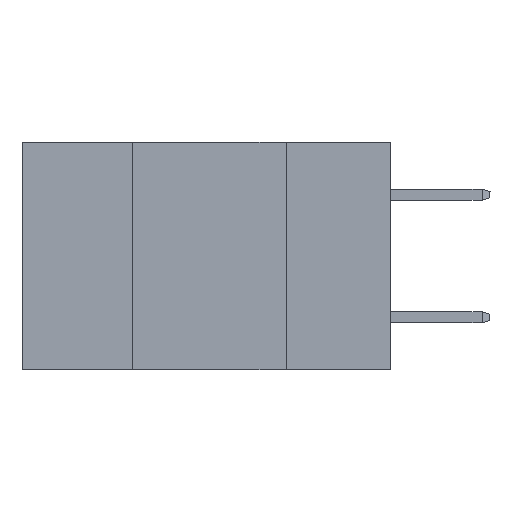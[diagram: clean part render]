
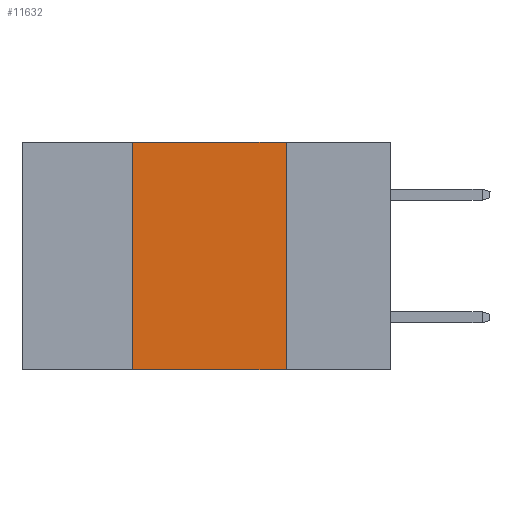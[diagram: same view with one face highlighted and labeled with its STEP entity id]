
A CAD part, left-side view. The second image highlights one B-rep face of the part: STEP entity #11632.
In plain terms, the highlighted planar face has unit normal (-1, 0, 0).
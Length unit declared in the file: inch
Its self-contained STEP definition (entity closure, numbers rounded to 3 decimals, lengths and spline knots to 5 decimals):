
#204 = VECTOR ( 'NONE', #20328, 39.37008 ) ;
#1124 = EDGE_CURVE ( 'NONE', #13418, #13356, #26498, .T. ) ;
#1436 = CARTESIAN_POINT ( 'NONE',  ( 0., 0.42, -0.37 ) ) ;
#1879 = PLANE ( 'NONE',  #5278 ) ;
#2504 = DIRECTION ( 'NONE',  ( 0., 0., 1. ) ) ;
#3509 = VERTEX_POINT ( 'NONE', #18177 ) ;
#3781 = CARTESIAN_POINT ( 'NONE',  ( 0., 0.17, 0. ) ) ;
#3902 = DIRECTION ( 'NONE',  ( 1., 0., 0. ) ) ;
#4147 = ORIENTED_EDGE ( 'NONE', *, *, #4168, .F. ) ;
#4168 = EDGE_CURVE ( 'NONE', #9688, #3509, #22152, .T. ) ;
#5278 = AXIS2_PLACEMENT_3D ( 'NONE', #16312, #3902, #18378 ) ;
#5704 = FACE_OUTER_BOUND ( 'NONE', #21693, .T. ) ;
#8753 = VECTOR ( 'NONE', #14862, 39.37008 ) ;
#8757 = DIRECTION ( 'NONE',  ( 0., -1., 0. ) ) ;
#9688 = VERTEX_POINT ( 'NONE', #19482 ) ;
#11632 = ADVANCED_FACE ( 'NONE', ( #5704 ), #1879, .F. ) ;
#11764 = EDGE_CURVE ( 'NONE', #13356, #9688, #18950, .T. ) ;
#12779 = CARTESIAN_POINT ( 'NONE',  ( 0., 0.6, -0.37 ) ) ;
#13356 = VERTEX_POINT ( 'NONE', #25945 ) ;
#13418 = VERTEX_POINT ( 'NONE', #1436 ) ;
#14504 = ORIENTED_EDGE ( 'NONE', *, *, #16103, .T. ) ;
#14862 = DIRECTION ( 'NONE',  ( 0., -1., 0. ) ) ;
#15539 = VECTOR ( 'NONE', #2504, 39.37008 ) ;
#16103 = EDGE_CURVE ( 'NONE', #13418, #3509, #25900, .T. ) ;
#16159 = CARTESIAN_POINT ( 'NONE',  ( 0., 0.42, 0. ) ) ;
#16312 = CARTESIAN_POINT ( 'NONE',  ( 0., 0.6, 0. ) ) ;
#17029 = CARTESIAN_POINT ( 'NONE',  ( 0., 0.6, 0. ) ) ;
#18177 = CARTESIAN_POINT ( 'NONE',  ( 0., 0.17, -0.37 ) ) ;
#18378 = DIRECTION ( 'NONE',  ( 0., 0., -1. ) ) ;
#18950 = LINE ( 'NONE', #17029, #23782 ) ;
#19482 = CARTESIAN_POINT ( 'NONE',  ( 0., 0.17, 0. ) ) ;
#20328 = DIRECTION ( 'NONE',  ( 0., 0., -1. ) ) ;
#21693 = EDGE_LOOP ( 'NONE', ( #4147, #25812, #23999, #14504 ) ) ;
#22152 = LINE ( 'NONE', #3781, #204 ) ;
#23782 = VECTOR ( 'NONE', #8757, 39.37008 ) ;
#23999 = ORIENTED_EDGE ( 'NONE', *, *, #1124, .F. ) ;
#25812 = ORIENTED_EDGE ( 'NONE', *, *, #11764, .F. ) ;
#25900 = LINE ( 'NONE', #12779, #8753 ) ;
#25945 = CARTESIAN_POINT ( 'NONE',  ( 0., 0.42, 0. ) ) ;
#26498 = LINE ( 'NONE', #16159, #15539 ) ;
